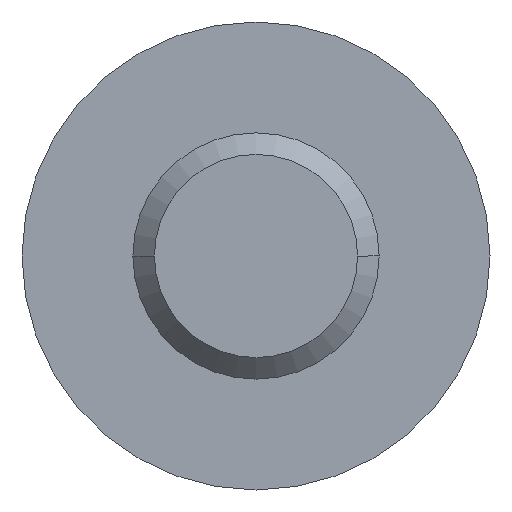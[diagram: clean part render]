
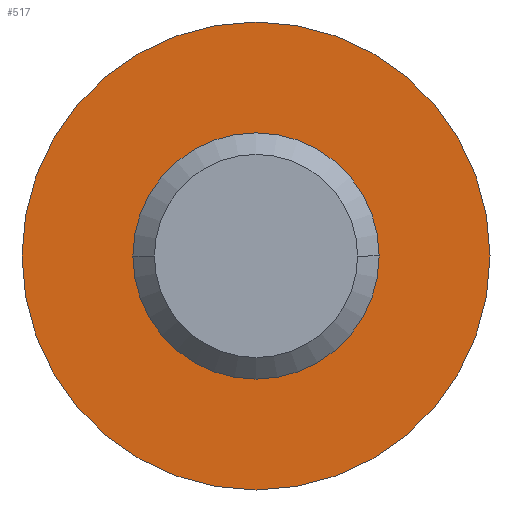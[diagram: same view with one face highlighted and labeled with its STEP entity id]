
A CAD part, left-side view. The second image highlights one B-rep face of the part: STEP entity #517.
In plain terms, the highlighted planar face has unit normal (-1, 0, 0).
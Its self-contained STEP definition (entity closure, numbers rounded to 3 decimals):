
#21 = DIRECTION ( 'NONE',  ( 0., 1., 0. ) ) ;
#22 = CARTESIAN_POINT ( 'NONE',  ( -2.2, 2., 0. ) ) ;
#24 = AXIS2_PLACEMENT_3D ( 'NONE', #208, #252, #551 ) ;
#40 = CARTESIAN_POINT ( 'NONE',  ( -2.2, 0., 0. ) ) ;
#55 = DIRECTION ( 'NONE',  ( 0., 1., 0. ) ) ;
#57 = CARTESIAN_POINT ( 'NONE',  ( -2.2, 0., 0. ) ) ;
#65 = CARTESIAN_POINT ( 'NONE',  ( -2.2, 3.8, 0. ) ) ;
#66 = EDGE_LOOP ( 'NONE', ( #113, #377 ) ) ;
#71 = CARTESIAN_POINT ( 'NONE',  ( -2.2, -2., 0. ) ) ;
#93 = EDGE_CURVE ( 'NONE', #266, #183, #341, .T. ) ;
#95 = CIRCLE ( 'NONE', #394, 2. ) ;
#108 = AXIS2_PLACEMENT_3D ( 'NONE', #483, #146, #199 ) ;
#113 = ORIENTED_EDGE ( 'NONE', *, *, #417, .T. ) ;
#129 = AXIS2_PLACEMENT_3D ( 'NONE', #57, #271, #55 ) ;
#140 = FACE_BOUND ( 'NONE', #66, .T. ) ;
#142 = ORIENTED_EDGE ( 'NONE', *, *, #353, .F. ) ;
#146 = DIRECTION ( 'NONE',  ( 1., 0., 0. ) ) ;
#183 = VERTEX_POINT ( 'NONE', #262 ) ;
#195 = CIRCLE ( 'NONE', #129, 3.8 ) ;
#199 = DIRECTION ( 'NONE',  ( 0., 1., 0. ) ) ;
#208 = CARTESIAN_POINT ( 'NONE',  ( -2.2, 3.8, 0. ) ) ;
#230 = FACE_OUTER_BOUND ( 'NONE', #504, .T. ) ;
#252 = DIRECTION ( 'NONE',  ( -1., 0., 0. ) ) ;
#262 = CARTESIAN_POINT ( 'NONE',  ( -2.2, -3.8, 0. ) ) ;
#266 = VERTEX_POINT ( 'NONE', #65 ) ;
#271 = DIRECTION ( 'NONE',  ( 1., 0., 0. ) ) ;
#283 = DIRECTION ( 'NONE',  ( 1., 0., 0. ) ) ;
#284 = ORIENTED_EDGE ( 'NONE', *, *, #93, .F. ) ;
#291 = DIRECTION ( 'NONE',  ( 1., 0., 0. ) ) ;
#308 = DIRECTION ( 'NONE',  ( 0., 1., 0. ) ) ;
#341 = CIRCLE ( 'NONE', #108, 3.8 ) ;
#353 = EDGE_CURVE ( 'NONE', #183, #266, #195, .T. ) ;
#377 = ORIENTED_EDGE ( 'NONE', *, *, #478, .T. ) ;
#390 = CIRCLE ( 'NONE', #453, 2. ) ;
#394 = AXIS2_PLACEMENT_3D ( 'NONE', #40, #283, #308 ) ;
#417 = EDGE_CURVE ( 'NONE', #535, #541, #95, .T. ) ;
#453 = AXIS2_PLACEMENT_3D ( 'NONE', #550, #291, #21 ) ;
#478 = EDGE_CURVE ( 'NONE', #541, #535, #390, .T. ) ;
#483 = CARTESIAN_POINT ( 'NONE',  ( -2.2, 0., 0. ) ) ;
#504 = EDGE_LOOP ( 'NONE', ( #284, #142 ) ) ;
#511 = PLANE ( 'NONE',  #24 ) ;
#517 = ADVANCED_FACE ( 'NONE', ( #140, #230 ), #511, .T. ) ;
#535 = VERTEX_POINT ( 'NONE', #22 ) ;
#541 = VERTEX_POINT ( 'NONE', #71 ) ;
#550 = CARTESIAN_POINT ( 'NONE',  ( -2.2, 0., 0. ) ) ;
#551 = DIRECTION ( 'NONE',  ( 0., -1., 0. ) ) ;
